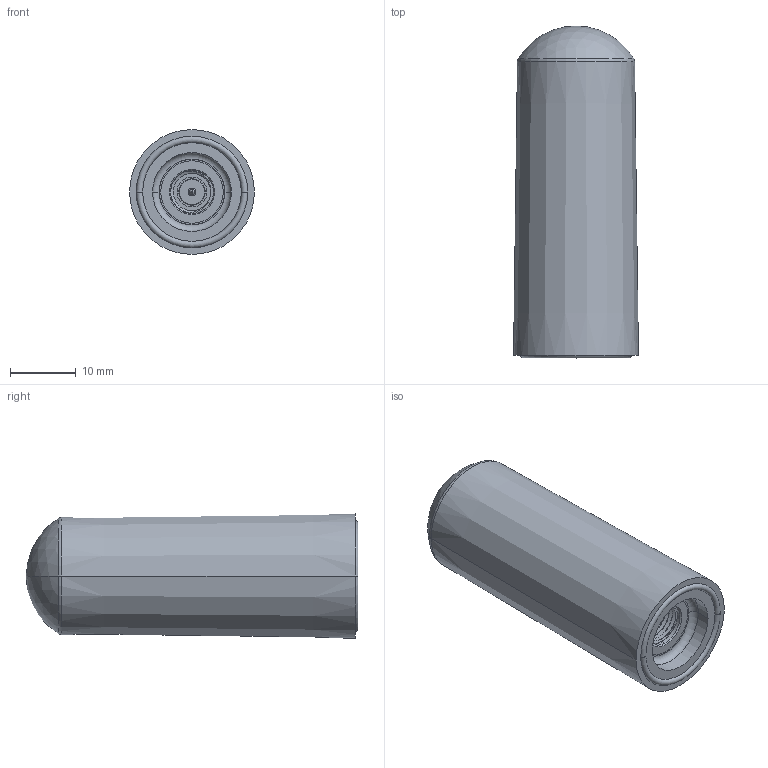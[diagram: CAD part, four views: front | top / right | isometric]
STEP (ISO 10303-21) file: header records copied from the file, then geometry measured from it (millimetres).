
FILE_DESCRIPTION (( 'STEP AP214' ), '1' );
FILE_NAME ('DC16410-SA00_Iridium_SBD_OM.STEP', '2025-07-01T10:41:39', ( '' ), ( '' ), 'SwSTEP 2.0', 'SolidWorks 2023', '' );
FILE_SCHEMA (( 'AUTOMOTIVE_DESIGN' ));
Length unit declared in the file: millimetre
Products named in the file (26): HTCP0014A_2242501_T_Ring_Main; HTCB0014A_0412101; HTPI0001A_1851801; HTMV0014A_02B2101; HTSH0001A_1851802; HTIN0001A_1851801; HTTC0001A_0692401; HTFD0001A_1851801; HTCP0014A_2242501_B_Artwork; HTBH0001A_1851801; HTFD0001A_1851804; HTFD0001A_1851802; HTCP0014A_2242501; HTPC0001A_2712301_Straight_Match.step; HTSL0001A_1851801; HTCP0014A_2242501_Loop_Helix_Intermediate_Part; HTCN0001A_1851801; HTPC0001A_2712301_Straight_Match_PCB.step; HTCP0014A_2242501_T_Ring_Seam; HTCP0014A_2242501_Top_Artwork; HTSH0001A_29A1801; HTCP0014A_2242501_B_Balun_Main; HTFD0001A_1851803; DC16410-SA00_Iridium_SBD_OM; HTCN0001A_29A1801; HTCP0014A_2242501_B_Balun_Seam
Assembly tree (25 placements, depth 3):
  DC16410-SA00_Iridium_SBD_OM
    HTCB0014A_0412101
    HTCN0001A_29A1801
      HTSH0001A_29A1801
      HTIN0001A_1851801
      HTSH0001A_1851802
      HTPI0001A_1851801
      HTSL0001A_1851801
    HTTC0001A_0692401
    HTFD0001A_1851804
      HTFD0001A_1851801
      HTFD0001A_1851802
      HTFD0001A_1851803
    HTBH0001A_1851801
    HTCN0001A_1851801
    HTCP0014A_2242501
      HTCP0014A_2242501_Loop_Helix_Intermediate_Part
      HTCP0014A_2242501_B_Balun_Main
      HTCP0014A_2242501_B_Balun_Seam
      HTCP0014A_2242501_Top_Artwork
      HTCP0014A_2242501_B_Artwork
      HTCP0014A_2242501_T_Ring_Main
      HTCP0014A_2242501_T_Ring_Seam
    HTPC0001A_2712301_Straight_Match.step
      HTPC0001A_2712301_Straight_Match_PCB.step
    HTMV0014A_02B2101
Bounding box: 19 x 50.5 x 19 mm (x, y, z)
Volume: 11862.7 mm3; surface area: 12385.4 mm2
Topology: 30 solids, 30 shells, 489 faces, 1156 edges, 737 vertices
Faces by surface type: cylinder 216, plane 148, cone 54, bspline 49, torus 16, sphere 6
Entity records: 25620 total; most frequent: CARTESIAN_POINT 13880, ORIENTED_EDGE 2302, DIRECTION 2196, EDGE_CURVE 1151, AXIS2_PLACEMENT_3D 905, VERTEX_POINT 736, EDGE_LOOP 535, ADVANCED_FACE 489
